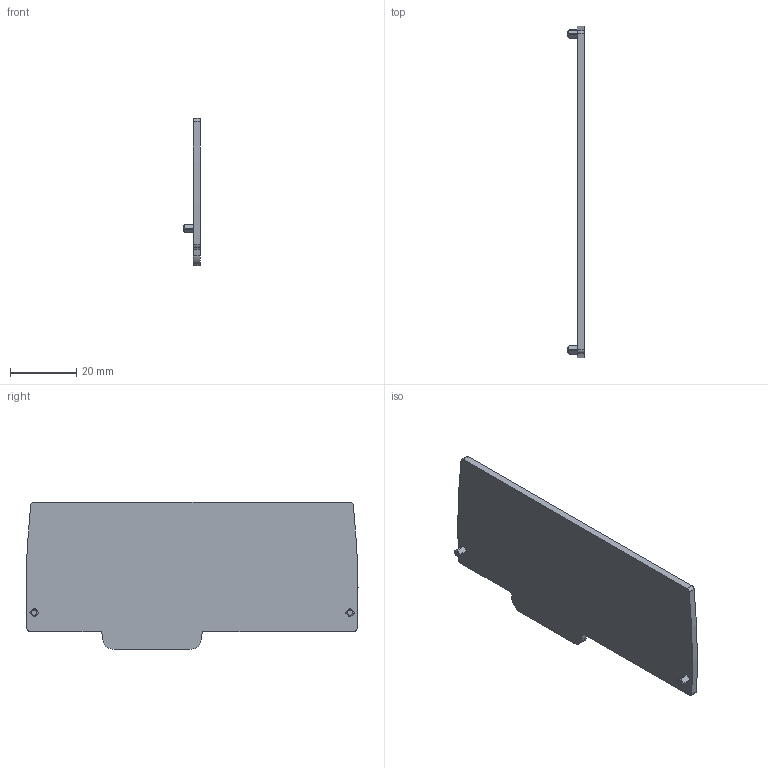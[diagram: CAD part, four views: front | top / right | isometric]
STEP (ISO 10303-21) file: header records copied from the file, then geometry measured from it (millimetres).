
FILE_DESCRIPTION(('CATIA V5R24 STEP','CAx-IF Rec.Pracs.--- Model Styling and Organization---1.2---2011-12-15'),'2;1');
FILE_NAME ('D1462812_0', '2016-11-25T11:41:32+00:00', ('Weidmueller Interface'), ('Weidmueller'), 'CATIA Version 5-6 Release 2014 SP4 HF52', 'CATIA V5 STEP AP214', 'none');
FILE_SCHEMA(('AUTOMOTIVE_DESIGN { 1 0 10303 214 1 1 1 1 }'));
Length unit declared in the file: millimetre
Products named in the file (1): v5-standard_part
Bounding box: 5.1 x 100.23 x 44.4 mm (x, y, z)
Volume: 8496 mm3; surface area: 8701 mm2
Topology: 1 solids, 1 shells, 40 faces, 108 edges, 72 vertices
Faces by surface type: cylinder 18, plane 18, cone 4
Entity records: 1345 total; most frequent: CARTESIAN_POINT 351, ORIENTED_EDGE 216, DIRECTION 168, EDGE_CURVE 108, AXIS2_PLACEMENT_3D 73, VERTEX_POINT 72, VECTOR 56, LINE 56
